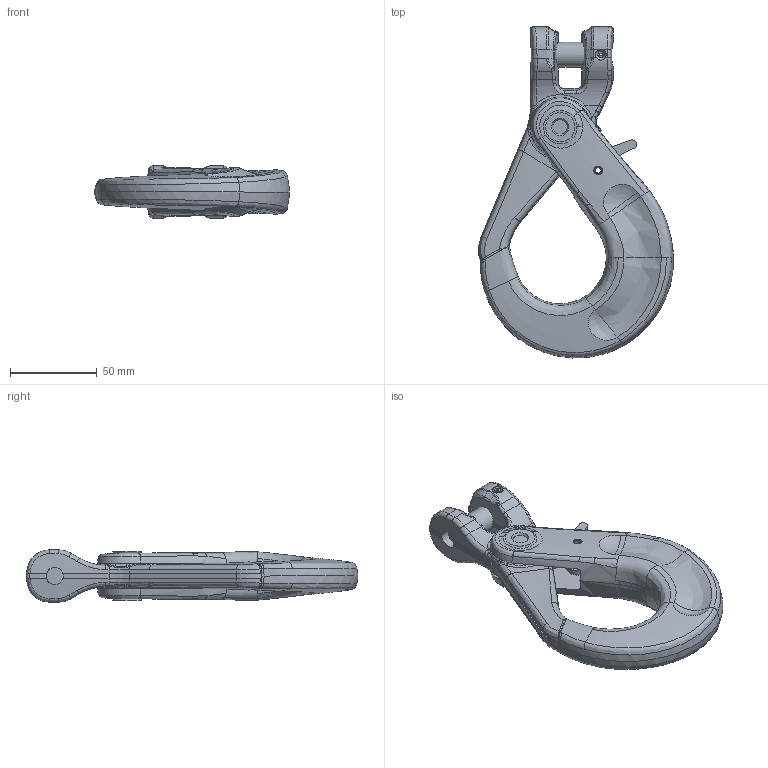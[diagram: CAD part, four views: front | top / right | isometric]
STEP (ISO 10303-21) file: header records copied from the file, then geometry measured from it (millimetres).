
FILE_DESCRIPTION(/* description */ (''),/* implementation_level */ '2;1');
FILE_NAME(/* name */ 'KLHWP_10_Kundenmodell.stp',/* time_stamp */ '2018-03-21T13:37:57+01:00',/* author */ (''),/* organization */ (''),/* preprocessor_version */ 'ST-DEVELOPER v16',/* originating_system */ 'SIEMENS PLM Software NX 11.0',/* authorisation */ '');
FILE_SCHEMA (('AUTOMOTIVE_DESIGN { 1 0 10303 214 3 1 1 1 }'));
Length unit declared in the file: millimetre
Products named in the file (1): kch2C5C420Cxxf6
Bounding box: 112.52 x 191.64 x 30.1 mm (x, y, z)
Volume: 197110.6 mm3; surface area: 50469.8 mm2
Topology: 8 solids, 8 shells, 517 faces, 1339 edges, 821 vertices
Faces by surface type: bspline 227, plane 119, cylinder 92, torus 28, cone 27, revolution 10, extrusion 8, sphere 6
Full cylindrical faces by diameter (mm): 1.5 x1, 3.5 x3, 5 x2, 5.4 x2, 10 x1, 14 x1, 14.05 x2, 14.25 x1, 14.3 x3
Entity records: 35055 total; most frequent: CARTESIAN_POINT 24351, ORIENTED_EDGE 2584, DIRECTION 1645, EDGE_CURVE 1292, VERTEX_POINT 811, AXIS2_PLACEMENT_3D 651, EDGE_LOOP 561, B_SPLINE_CURVE_WITH_KNOTS 555
